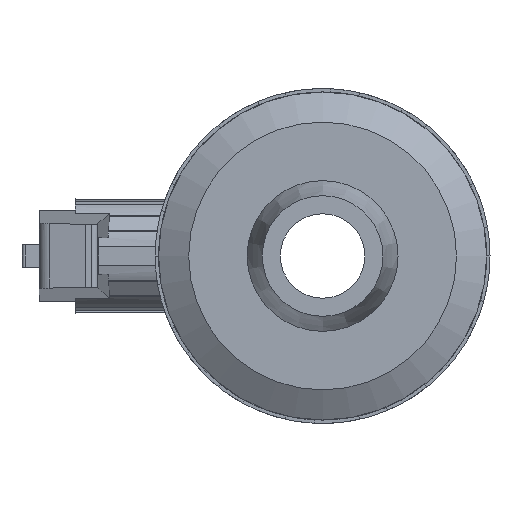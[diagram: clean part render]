
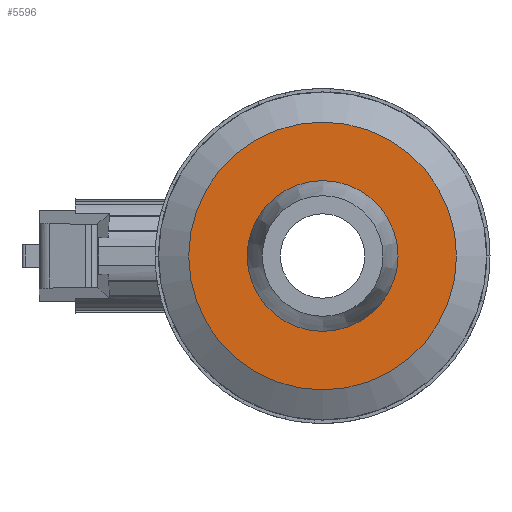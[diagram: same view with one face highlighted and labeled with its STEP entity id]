
A CAD part, left-side view. The second image highlights one B-rep face of the part: STEP entity #5596.
In plain terms, the highlighted planar face has unit normal (-1, 0, 0).
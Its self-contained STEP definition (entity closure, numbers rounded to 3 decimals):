
#1197=FACE_BOUND('',#1769,.T.);
#1463=FACE_OUTER_BOUND('',#1768,.T.);
#1768=EDGE_LOOP('',(#4739));
#1769=EDGE_LOOP('',(#4740));
#1818=CIRCLE('',#5688,12.5);
#1839=CIRCLE('',#5725,22.2);
#2071=VERTEX_POINT('',#8529);
#2103=VERTEX_POINT('',#8651);
#2623=EDGE_CURVE('',#2071,#2071,#1818,.T.);
#2666=EDGE_CURVE('',#2103,#2103,#1839,.T.);
#4739=ORIENTED_EDGE('',*,*,#2666,.T.);
#4740=ORIENTED_EDGE('',*,*,#2623,.F.);
#5029=PLANE('',#6092);
#5596=ADVANCED_FACE('',(#1463,#1197),#5029,.T.);
#5688=AXIS2_PLACEMENT_3D('',#8531,#6267,#6268);
#5725=AXIS2_PLACEMENT_3D('',#8653,#6356,#6357);
#6092=AXIS2_PLACEMENT_3D('',#9819,#7505,#7506);
#6267=DIRECTION('center_axis',(-1.,0.,0.));
#6268=DIRECTION('ref_axis',(0.,1.,0.));
#6356=DIRECTION('center_axis',(-1.,0.,0.));
#6357=DIRECTION('ref_axis',(0.,1.,0.));
#7505=DIRECTION('center_axis',(-1.,0.,0.));
#7506=DIRECTION('ref_axis',(0.,1.,0.));
#8529=CARTESIAN_POINT('',(-30.047,0.,12.5));
#8531=CARTESIAN_POINT('Origin',(-30.047,0.,0.));
#8651=CARTESIAN_POINT('',(-30.047,-22.2,0.));
#8653=CARTESIAN_POINT('Origin',(-30.047,0.,0.));
#9819=CARTESIAN_POINT('Origin',(-30.047,17.35,0.));
